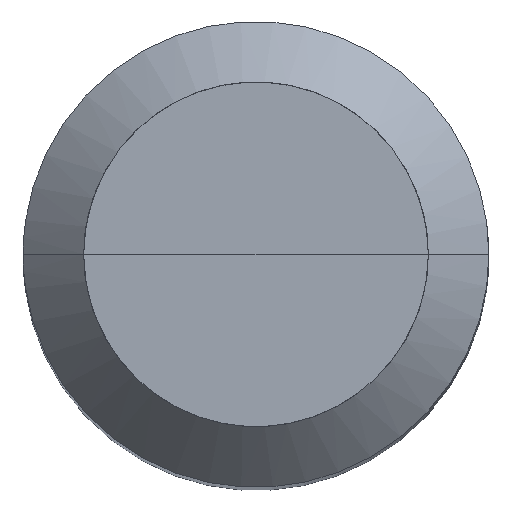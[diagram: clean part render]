
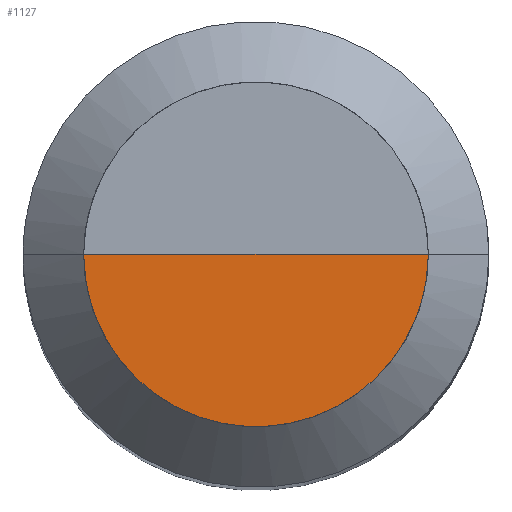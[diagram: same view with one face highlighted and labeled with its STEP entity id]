
A CAD part, top view. The second image highlights one B-rep face of the part: STEP entity #1127.
In plain terms, the highlighted free-form (B-spline) face has degree [1, 2] with [2, 5] control points.
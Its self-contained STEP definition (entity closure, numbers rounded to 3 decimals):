
#770=CARTESIAN_POINT('',(3.7,0.0,40.0));
#774=CARTESIAN_POINT('',(-3.7,0.0,40.0));
#775=CARTESIAN_POINT('',(0.0,0.0,40.0));
#788=CARTESIAN_POINT('',(-3.7,-3.7,40.0));
#789=CARTESIAN_POINT('',(0.0,-3.7,40.0));
#790=CARTESIAN_POINT('',(3.7,-3.7,40.0));
#1112=(
BOUNDED_SURFACE()
B_SPLINE_SURFACE(1,2,(
(#774,#788,#789,#790,#770),
(#775,#775,#775,#775,#775)
), .UNSPECIFIED.,.F.,.F.,.F.)
B_SPLINE_SURFACE_WITH_KNOTS((2,2),(3,2,3),(
0.0,1.0),(
0.0,0.5,1.0), .UNSPECIFIED.)
GEOMETRIC_REPRESENTATION_ITEM()
RATIONAL_B_SPLINE_SURFACE(((1.0,0.707,1.0,0.707,1.0),
(1.0,0.707,1.0,0.707,1.0)
))
REPRESENTATION_ITEM('')
SURFACE()
);
#1113=(
BOUNDED_CURVE()
B_SPLINE_CURVE(1,(#775,#770),.UNSPECIFIED.,.F.,.F.)
B_SPLINE_CURVE_WITH_KNOTS((2,2),
(0.0,1.0),.UNSPECIFIED.)
CURVE()
GEOMETRIC_REPRESENTATION_ITEM()
RATIONAL_B_SPLINE_CURVE((1.0,1.0))
REPRESENTATION_ITEM('')
);
#1114=(
BOUNDED_CURVE()
B_SPLINE_CURVE(2,(#770,#790,#789,#788,#774),.UNSPECIFIED.,.F.,.F.)
B_SPLINE_CURVE_WITH_KNOTS((3,2,3),
(0.0,0.5,1.0),.UNSPECIFIED.)
CURVE()
GEOMETRIC_REPRESENTATION_ITEM()
RATIONAL_B_SPLINE_CURVE((1.0,0.707,1.0,0.707,1.0))
REPRESENTATION_ITEM('')
);
#1115=(
BOUNDED_CURVE()
B_SPLINE_CURVE(1,(#774,#775),.UNSPECIFIED.,.F.,.F.)
B_SPLINE_CURVE_WITH_KNOTS((2,2),
(0.0,1.0),.UNSPECIFIED.)
CURVE()
GEOMETRIC_REPRESENTATION_ITEM()
RATIONAL_B_SPLINE_CURVE((1.0,1.0))
REPRESENTATION_ITEM('')
);
#1116=VERTEX_POINT('',#770);
#1117=VERTEX_POINT('',#774);
#1118=VERTEX_POINT('',#775);
#1119=EDGE_CURVE('',#1118,#1116,#1113,.T.);
#1120=EDGE_CURVE('',#1116,#1117,#1114,.T.);
#1121=EDGE_CURVE('',#1117,#1118,#1115,.T.);
#1122=ORIENTED_EDGE('',*,*,#1119,.T.);
#1123=ORIENTED_EDGE('',*,*,#1120,.T.);
#1124=ORIENTED_EDGE('',*,*,#1121,.T.);
#1125=EDGE_LOOP('',(#1122,#1123,#1124));
#1126=FACE_OUTER_BOUND('',#1125,.T.);
#1127=ADVANCED_FACE('',(#1126),#1112,.T.);
